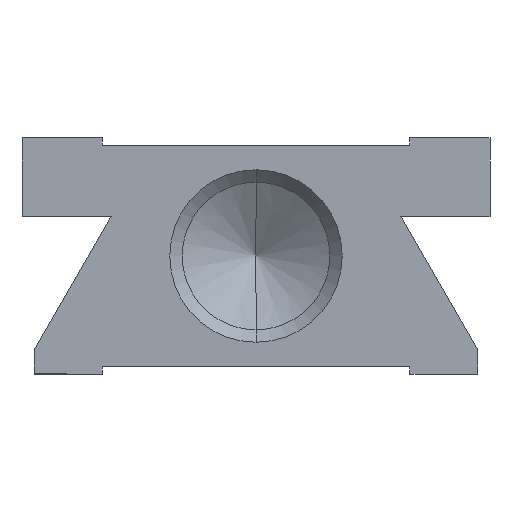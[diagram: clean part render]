
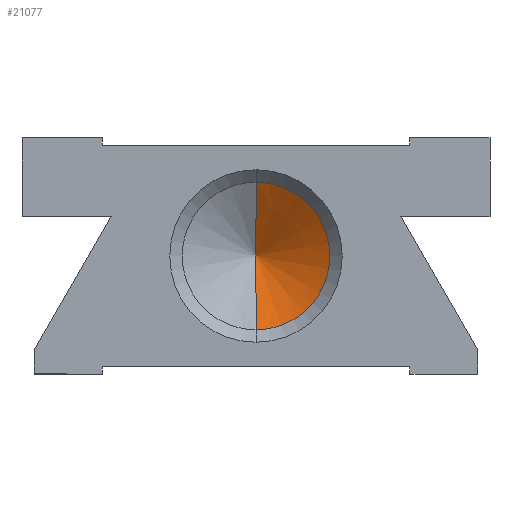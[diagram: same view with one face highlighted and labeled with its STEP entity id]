
A CAD part, front view. The second image highlights one B-rep face of the part: STEP entity #21077.
In plain terms, the highlighted conical face has half-angle 59 degrees and reference radius 3 mm.
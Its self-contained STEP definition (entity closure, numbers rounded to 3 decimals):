
#10349 = VECTOR ( 'NONE', #35727, 1000. ) ;
#11643 = FACE_OUTER_BOUND ( 'NONE', #63756, .T. ) ;
#12942 = CONICAL_SURFACE ( 'NONE', #19957, 3., 1.03 ) ;
#14193 = DIRECTION ( 'NONE',  ( 0., -1., 0. ) ) ;
#15339 = DIRECTION ( 'NONE',  ( 0., 0., -1. ) ) ;
#19957 = AXIS2_PLACEMENT_3D ( 'NONE', #103347, #14193, #78766 ) ;
#21077 = ADVANCED_FACE ( 'NONE', ( #11643 ), #12942, .F. ) ;
#23204 = CIRCLE ( 'NONE', #70186, 3. ) ;
#25307 = DIRECTION ( 'NONE',  ( 0., -0.515, 0.857 ) ) ;
#25681 = VECTOR ( 'NONE', #25307, 1000. ) ;
#27539 = CARTESIAN_POINT ( 'NONE',  ( 7.703, -41.246, -115.179 ) ) ;
#28080 = LINE ( 'NONE', #27539, #10349 ) ;
#28925 = VERTEX_POINT ( 'NONE', #84290 ) ;
#31793 = EDGE_CURVE ( 'NONE', #105157, #41963, #23204, .T. ) ;
#35727 = DIRECTION ( 'NONE',  ( 0., -0.515, -0.857 ) ) ;
#41963 = VERTEX_POINT ( 'NONE', #95696 ) ;
#43686 = ORIENTED_EDGE ( 'NONE', *, *, #31793, .T. ) ;
#43754 = EDGE_CURVE ( 'NONE', #28925, #41963, #105746, .T. ) ;
#44714 = CARTESIAN_POINT ( 'NONE',  ( 7.703, -41.246, -115.179 ) ) ;
#47001 = CARTESIAN_POINT ( 'NONE',  ( 7.703, -41.246, -112.179 ) ) ;
#58731 = EDGE_CURVE ( 'NONE', #28925, #105157, #28080, .T. ) ;
#63756 = EDGE_LOOP ( 'NONE', ( #101197, #66397, #43686 ) ) ;
#66397 = ORIENTED_EDGE ( 'NONE', *, *, #58731, .T. ) ;
#70186 = AXIS2_PLACEMENT_3D ( 'NONE', #47001, #99396, #15339 ) ;
#78766 = DIRECTION ( 'NONE',  ( 0., 0., -1. ) ) ;
#84290 = CARTESIAN_POINT ( 'NONE',  ( 7.703, -39.444, -112.179 ) ) ;
#95696 = CARTESIAN_POINT ( 'NONE',  ( 7.703, -41.246, -109.179 ) ) ;
#99396 = DIRECTION ( 'NONE',  ( 0., -1., 0. ) ) ;
#100656 = CARTESIAN_POINT ( 'NONE',  ( 7.703, -41.246, -109.179 ) ) ;
#101197 = ORIENTED_EDGE ( 'NONE', *, *, #43754, .F. ) ;
#103347 = CARTESIAN_POINT ( 'NONE',  ( 7.703, -41.246, -112.179 ) ) ;
#105157 = VERTEX_POINT ( 'NONE', #44714 ) ;
#105746 = LINE ( 'NONE', #100656, #25681 ) ;
